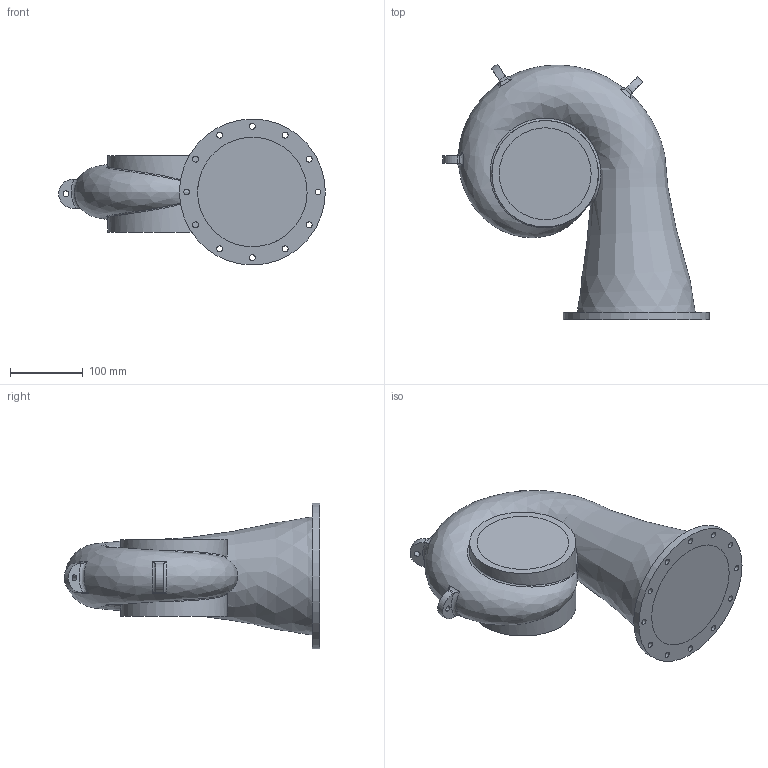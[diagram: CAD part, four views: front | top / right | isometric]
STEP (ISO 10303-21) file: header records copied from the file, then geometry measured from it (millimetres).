
FILE_DESCRIPTION(/* description */ (''),/* implementation_level */ '2;1');
FILE_NAME(/* name */ 'Turbine casing_2-Ansys.stp',/* time_stamp */ '2025-10-22T12:46:50+02:00',/* author */ (''),/* organization */ (''),/* preprocessor_version */ 'ST-DEVELOPER v16.7',/* originating_system */ 'SIEMENS PLM Software NX 1911',/* authorisation */ '');
FILE_SCHEMA (('AP203_CONFIGURATION_CONTROLLED_3D_DESIGN_OF_MECHANICAL_PARTS_AND_ASSEMBLIES_MIM_LF { 1 0 10303 403 2 1 2}'));
Length unit declared in the file: millimetre
Products named in the file (1): Turbine casing_2-Ansys
Bounding box: 365.54 x 350.29 x 200 mm (x, y, z)
Volume: 6632093.3 mm3; surface area: 695609.8 mm2
Topology: 2 solids, 2 shells, 60 faces, 166 edges, 111 vertices
Faces by surface type: cylinder 22, plane 20, bspline 16, torus 2
Full cylindrical faces by diameter (mm): 8 x15, 126 x2, 146 x1, 200 x1
Entity records: 27185 total; most frequent: CARTESIAN_POINT 25857, ORIENTED_EDGE 238, DIRECTION 200, EDGE_LOOP 124, EDGE_CURVE 119, FACE_BOUND 98, VERTEX_POINT 95, AXIS2_PLACEMENT_3D 91
